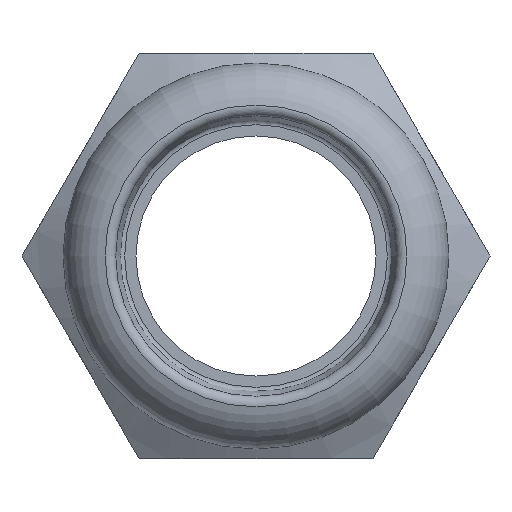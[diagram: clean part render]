
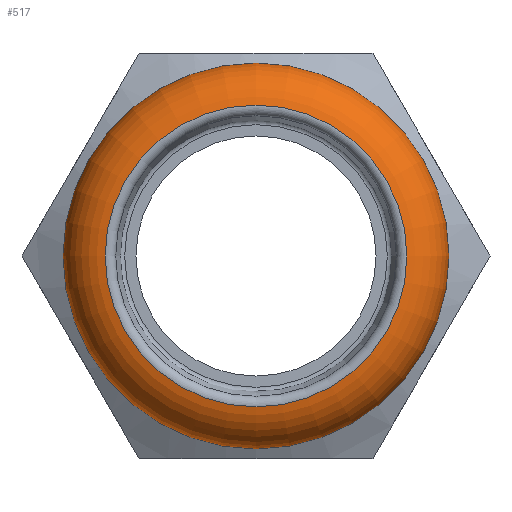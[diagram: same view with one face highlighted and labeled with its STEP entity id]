
A CAD part, front view. The second image highlights one B-rep face of the part: STEP entity #517.
In plain terms, the highlighted toroidal (fillet/blend) face has major radius 9.489 mm and minor radius 3.367 mm.
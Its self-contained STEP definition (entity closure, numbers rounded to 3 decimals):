
#94=FACE_OUTER_BOUND('',#125,.T.);
#125=EDGE_LOOP('',(#345,#346,#347,#348,#349,#350));
#159=CIRCLE('',#569,10.65);
#160=CIRCLE('',#570,10.65);
#161=CIRCLE('',#571,3.367);
#162=CIRCLE('',#572,10.05);
#163=CIRCLE('',#573,10.05);
#207=VERTEX_POINT('',#825);
#208=VERTEX_POINT('',#826);
#209=VERTEX_POINT('',#829);
#210=VERTEX_POINT('',#831);
#262=EDGE_CURVE('',#207,#208,#159,.T.);
#263=EDGE_CURVE('',#208,#207,#160,.T.);
#264=EDGE_CURVE('',#208,#209,#161,.T.);
#265=EDGE_CURVE('',#209,#210,#162,.T.);
#266=EDGE_CURVE('',#210,#209,#163,.T.);
#345=ORIENTED_EDGE('',*,*,#262,.F.);
#346=ORIENTED_EDGE('',*,*,#263,.F.);
#347=ORIENTED_EDGE('',*,*,#264,.T.);
#348=ORIENTED_EDGE('',*,*,#265,.T.);
#349=ORIENTED_EDGE('',*,*,#266,.T.);
#350=ORIENTED_EDGE('',*,*,#264,.F.);
#511=TOROIDAL_SURFACE('',#568,9.488,3.367);
#517=ADVANCED_FACE('',(#94),#511,.T.);
#568=AXIS2_PLACEMENT_3D('',#824,#649,#650);
#569=AXIS2_PLACEMENT_3D('',#827,#651,#652);
#570=AXIS2_PLACEMENT_3D('',#828,#653,#654);
#571=AXIS2_PLACEMENT_3D('',#830,#655,#656);
#572=AXIS2_PLACEMENT_3D('',#832,#657,#658);
#573=AXIS2_PLACEMENT_3D('',#833,#659,#660);
#649=DIRECTION('center_axis',(0.,1.,0.));
#650=DIRECTION('ref_axis',(0.,0.,1.));
#651=DIRECTION('center_axis',(0.,1.,0.));
#652=DIRECTION('ref_axis',(0.,0.,1.));
#653=DIRECTION('center_axis',(0.,1.,0.));
#654=DIRECTION('ref_axis',(0.,0.,1.));
#655=DIRECTION('center_axis',(-1.,0.,0.));
#656=DIRECTION('ref_axis',(0.,0.,-1.));
#657=DIRECTION('center_axis',(0.,1.,0.));
#658=DIRECTION('ref_axis',(0.,0.,1.));
#659=DIRECTION('center_axis',(0.,1.,0.));
#660=DIRECTION('ref_axis',(0.,0.,1.));
#824=CARTESIAN_POINT('Origin',(0.,3.328,0.));
#825=CARTESIAN_POINT('',(0.,6.489,10.65));
#826=CARTESIAN_POINT('',(0.,6.489,-10.65));
#827=CARTESIAN_POINT('Origin',(0.,6.489,0.));
#828=CARTESIAN_POINT('Origin',(0.,6.489,0.));
#829=CARTESIAN_POINT('',(0.,0.008,-10.05));
#830=CARTESIAN_POINT('Origin',(0.,3.328,-9.488));
#831=CARTESIAN_POINT('',(0.,0.008,10.05));
#832=CARTESIAN_POINT('Origin',(0.,0.008,0.));
#833=CARTESIAN_POINT('Origin',(0.,0.008,0.));
